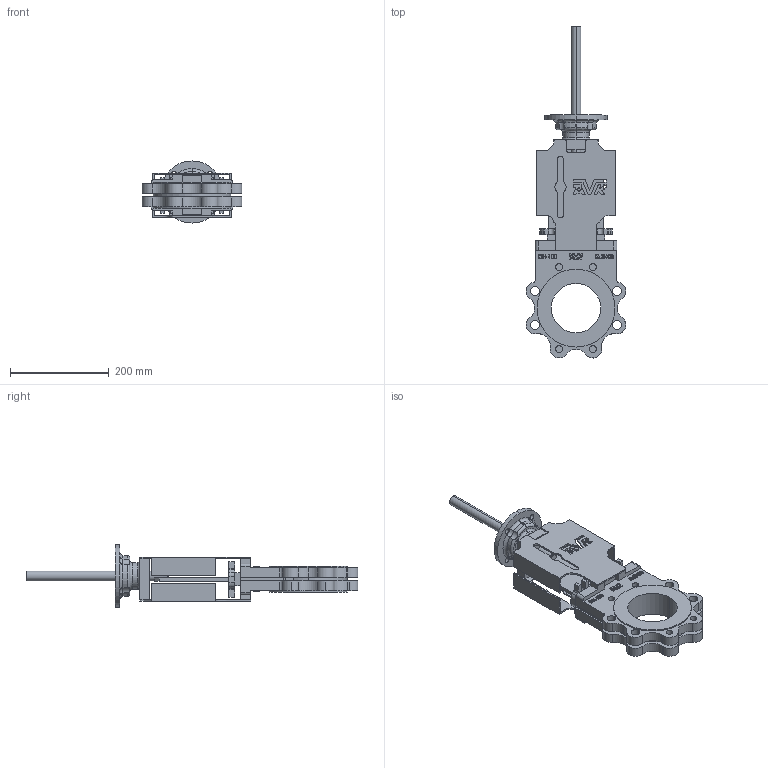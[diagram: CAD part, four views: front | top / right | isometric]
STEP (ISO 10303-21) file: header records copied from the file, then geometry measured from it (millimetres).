
FILE_DESCRIPTION (( 'STEP AP203' ), '1' );
FILE_NAME ('70210050034.STEP', '2017-04-03T11:15:23', ( '' ), ( '' ), 'SwSTEP 2.0', 'SolidWorks 2016', '' );
FILE_SCHEMA (( 'CONFIG_CONTROL_DESIGN' ));
Length unit declared in the file: millimetre
Products named in the file (1): 70210050034
Bounding box: 202.3 x 673.11 x 126 mm (x, y, z)
Volume: 2338360.8 mm3; surface area: 412730.8 mm2
Topology: 1 solids, 1 shells, 1054 faces, 2964 edges, 1969 vertices
Faces by surface type: plane 488, cylinder 398, bspline 147, torus 19, cone 2
Entity records: 44257 total; most frequent: CARTESIAN_POINT 17047, ORIENTED_EDGE 5928, DIRECTION 5289, EDGE_CURVE 2964, VERTEX_POINT 1969, LINE 1823, VECTOR 1823, AXIS2_PLACEMENT_3D 1733
